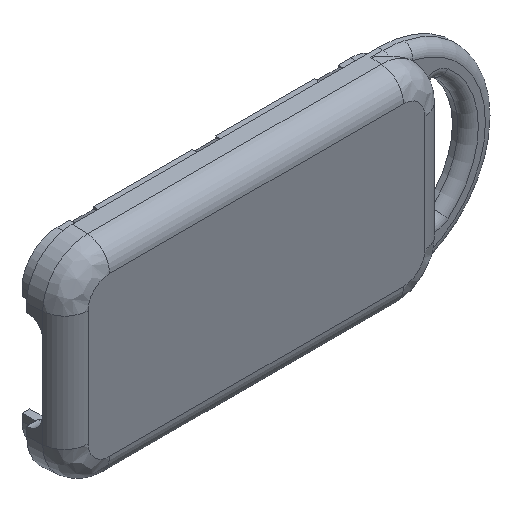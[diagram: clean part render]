
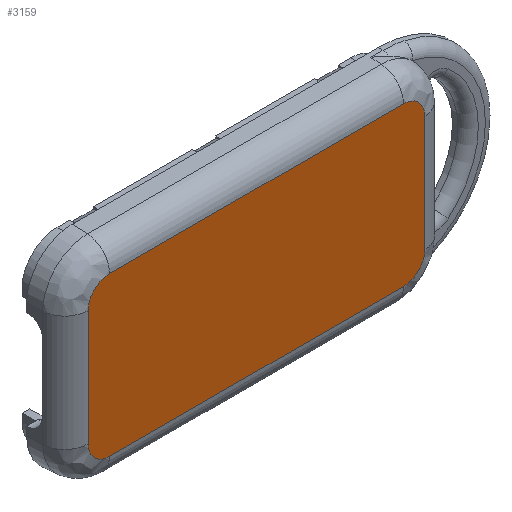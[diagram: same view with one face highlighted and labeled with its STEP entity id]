
A CAD part, isometric view. The second image highlights one B-rep face of the part: STEP entity #3159.
In plain terms, the highlighted planar face has unit normal (0, -1, 0).
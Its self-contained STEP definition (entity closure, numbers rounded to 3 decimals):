
#130=PLANE('',#3399);
#406=LINE('',#6168,#740);
#407=LINE('',#6187,#741);
#409=LINE('',#6207,#743);
#411=LINE('',#6224,#745);
#740=VECTOR('',#4032,10.);
#741=VECTOR('',#4043,10.);
#743=VECTOR('',#4055,10.);
#745=VECTOR('',#4065,10.);
#983=FACE_OUTER_BOUND('',#1156,.T.);
#1156=EDGE_LOOP('',(#2705,#2706,#2707,#2708,#2709,#2710,#2711,#2712));
#1255=CIRCLE('',#3378,1.834);
#1258=CIRCLE('',#3382,1.834);
#1262=CIRCLE('',#3387,1.834);
#1266=CIRCLE('',#3392,1.834);
#1536=VERTEX_POINT('',#6158);
#1538=VERTEX_POINT('',#6162);
#1539=VERTEX_POINT('',#6166);
#1541=VERTEX_POINT('',#6179);
#1543=VERTEX_POINT('',#6185);
#1545=VERTEX_POINT('',#6199);
#1547=VERTEX_POINT('',#6205);
#1549=VERTEX_POINT('',#6219);
#1945=EDGE_CURVE('',#1538,#1536,#1255,.T.);
#1947=EDGE_CURVE('',#1539,#1538,#406,.T.);
#1949=EDGE_CURVE('',#1541,#1539,#1258,.T.);
#1952=EDGE_CURVE('',#1543,#1541,#407,.T.);
#1955=EDGE_CURVE('',#1545,#1543,#1262,.T.);
#1958=EDGE_CURVE('',#1547,#1545,#409,.T.);
#1961=EDGE_CURVE('',#1549,#1547,#1266,.T.);
#1963=EDGE_CURVE('',#1536,#1549,#411,.T.);
#2705=ORIENTED_EDGE('',*,*,#1945,.F.);
#2706=ORIENTED_EDGE('',*,*,#1947,.F.);
#2707=ORIENTED_EDGE('',*,*,#1949,.F.);
#2708=ORIENTED_EDGE('',*,*,#1952,.F.);
#2709=ORIENTED_EDGE('',*,*,#1955,.F.);
#2710=ORIENTED_EDGE('',*,*,#1958,.F.);
#2711=ORIENTED_EDGE('',*,*,#1961,.F.);
#2712=ORIENTED_EDGE('',*,*,#1963,.F.);
#3159=ADVANCED_FACE('',(#983),#130,.F.);
#3378=AXIS2_PLACEMENT_3D('',#6164,#4026,#4027);
#3382=AXIS2_PLACEMENT_3D('',#6181,#4035,#4036);
#3387=AXIS2_PLACEMENT_3D('',#6201,#4047,#4048);
#3392=AXIS2_PLACEMENT_3D('',#6221,#4059,#4060);
#3399=AXIS2_PLACEMENT_3D('',#6233,#4078,#4079);
#4026=DIRECTION('center_axis',(0.,1.,0.));
#4027=DIRECTION('ref_axis',(0.707,0.,0.707));
#4032=DIRECTION('',(1.,0.,0.));
#4035=DIRECTION('center_axis',(0.,1.,0.));
#4036=DIRECTION('ref_axis',(-0.707,0.,0.707));
#4043=DIRECTION('',(0.,0.,1.));
#4047=DIRECTION('center_axis',(0.,1.,0.));
#4048=DIRECTION('ref_axis',(-0.707,0.,-0.707));
#4055=DIRECTION('',(-1.,0.,0.));
#4059=DIRECTION('center_axis',(0.,1.,0.));
#4060=DIRECTION('ref_axis',(0.707,0.,-0.707));
#4065=DIRECTION('',(0.,0.,-1.));
#4078=DIRECTION('center_axis',(0.,1.,0.));
#4079=DIRECTION('ref_axis',(1.,0.,0.));
#6158=CARTESIAN_POINT('',(13.684,-2.8,4.95));
#6162=CARTESIAN_POINT('',(11.85,-2.8,6.784));
#6164=CARTESIAN_POINT('Origin',(11.85,-2.8,4.95));
#6166=CARTESIAN_POINT('',(-13.35,-2.8,6.784));
#6168=CARTESIAN_POINT('',(5.55,-2.8,6.784));
#6179=CARTESIAN_POINT('',(-15.184,-2.8,4.95));
#6181=CARTESIAN_POINT('Origin',(-13.35,-2.8,4.95));
#6185=CARTESIAN_POINT('',(-15.184,-2.8,-4.95));
#6187=CARTESIAN_POINT('',(-15.184,-2.8,-2.475));
#6199=CARTESIAN_POINT('',(-13.35,-2.8,-6.784));
#6201=CARTESIAN_POINT('Origin',(-13.35,-2.8,-4.95));
#6205=CARTESIAN_POINT('',(11.85,-2.8,-6.784));
#6207=CARTESIAN_POINT('',(5.55,-2.8,-6.784));
#6219=CARTESIAN_POINT('',(13.684,-2.8,-4.95));
#6221=CARTESIAN_POINT('Origin',(11.85,-2.8,-4.95));
#6224=CARTESIAN_POINT('',(13.684,-2.8,2.475));
#6233=CARTESIAN_POINT('Origin',(-0.75,-2.8,0.));
